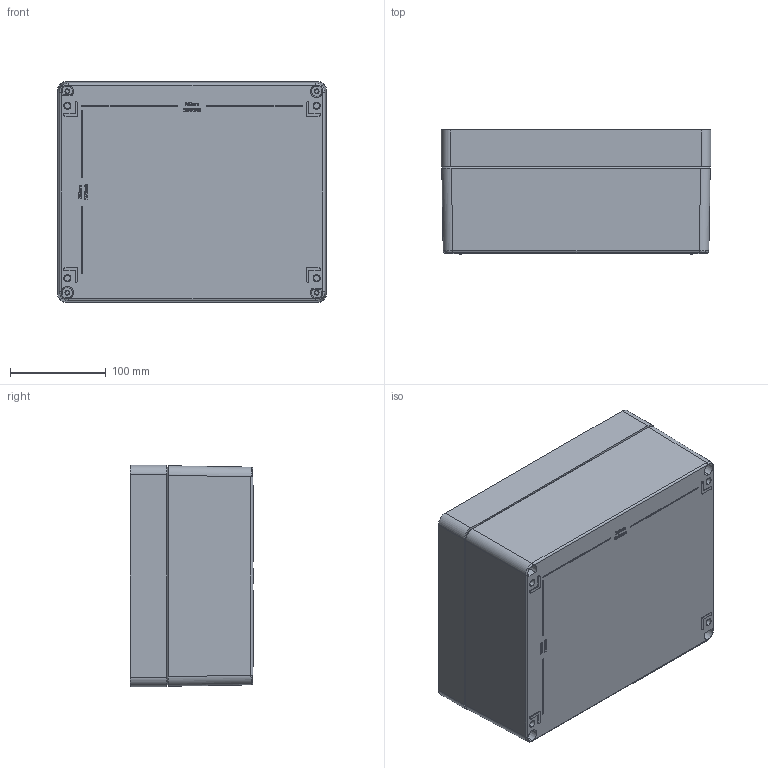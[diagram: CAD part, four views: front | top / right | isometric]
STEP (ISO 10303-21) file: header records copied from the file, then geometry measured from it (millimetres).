
FILE_DESCRIPTION (( 'STEP AP214' ), '1' );
FILE_NAME ('13170000.STEP', '2016-03-17T10:08:16', ( 'Macha' ), ( 'Hewlett-Packard Company' ), 'SwSTEP 2.0', 'SolidWorks 2015', '' );
FILE_SCHEMA (( 'AUTOMOTIVE_DESIGN' ));
Length unit declared in the file: millimetre
Products named in the file (5): 93261; 93117; 08061_Bearbeitung Zeichng. 13-2-080610-01-0; 01061_Bearbeitung nach Zeichng. 01-2-010610-01-0; 13170000
Assembly tree (7 placements, depth 2):
  13170000
    01061_Bearbeitung nach Zeichng. 01-2-010610-01-0
    08061_Bearbeitung Zeichng. 13-2-080610-01-0
    93117
    93261  x4
Bounding box: 281 x 129 x 231 mm (x, y, z)
Volume: 1094188.4 mm3; surface area: 465914.5 mm2
Topology: 8 solids, 8 shells, 1355 faces, 3336 edges, 2111 vertices
Faces by surface type: plane 613, cone 290, bspline 256, cylinder 163, torus 33
Entity records: 52074 total; most frequent: CARTESIAN_POINT 22699, ORIENTED_EDGE 6260, DIRECTION 5208, EDGE_CURVE 3130, VERTEX_POINT 2012, VECTOR 1846, LINE 1846, AXIS2_PLACEMENT_3D 1681
